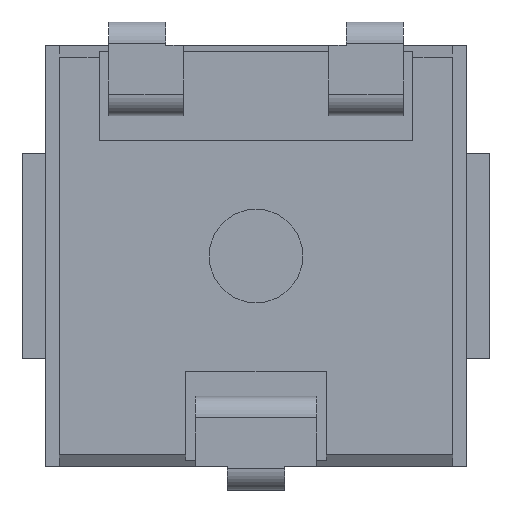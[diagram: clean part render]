
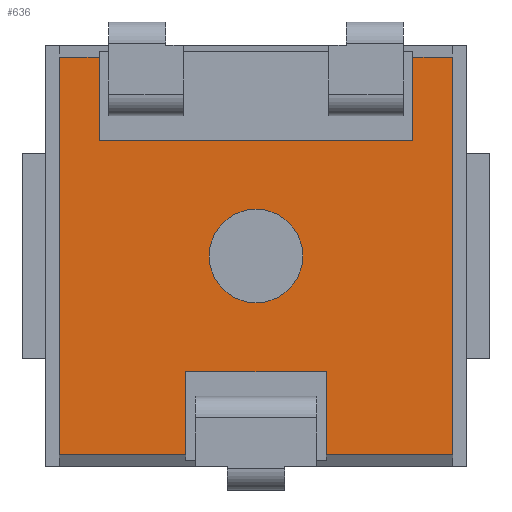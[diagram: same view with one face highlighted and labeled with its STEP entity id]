
A CAD part, front view. The second image highlights one B-rep face of the part: STEP entity #636.
In plain terms, the highlighted planar face has unit normal (0, -1, 0).
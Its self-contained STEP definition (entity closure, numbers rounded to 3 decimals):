
#88 = DIRECTION ( 'NONE',  ( 0., 0., 1. ) ) ;
#113 = CIRCLE ( 'NONE', #2607, 0.5 ) ;
#214 = VERTEX_POINT ( 'NONE', #1323 ) ;
#270 = EDGE_CURVE ( 'NONE', #5045, #2771, #2698, .T. ) ;
#460 = CARTESIAN_POINT ( 'NONE',  ( 2.1, 0.025, 2.124 ) ) ;
#474 = VECTOR ( 'NONE', #3210, 1000. ) ;
#624 = VECTOR ( 'NONE', #1729, 1000. ) ;
#636 = ADVANCED_FACE ( 'NONE', ( #1765, #2217 ), #1853, .T. ) ;
#643 = VECTOR ( 'NONE', #1574, 1000. ) ;
#816 = CARTESIAN_POINT ( 'NONE',  ( 0.75, 0.025, -2.124 ) ) ;
#829 = ORIENTED_EDGE ( 'NONE', *, *, #4989, .F. ) ;
#838 = CARTESIAN_POINT ( 'NONE',  ( 1.675, 0.025, 2.124 ) ) ;
#870 = VERTEX_POINT ( 'NONE', #3242 ) ;
#888 = DIRECTION ( 'NONE',  ( 0., 0., -1. ) ) ;
#953 = DIRECTION ( 'NONE',  ( 0., 0., -1. ) ) ;
#993 = CARTESIAN_POINT ( 'NONE',  ( -0.75, 0.025, -1.234 ) ) ;
#998 = EDGE_LOOP ( 'NONE', ( #4446, #3172, #5119, #2704, #829, #4180, #5390, #5446, #1985, #1540, #2391, #4942 ) ) ;
#1056 = EDGE_CURVE ( 'NONE', #3769, #870, #4607, .T. ) ;
#1057 = LINE ( 'NONE', #3554, #474 ) ;
#1064 = EDGE_CURVE ( 'NONE', #2498, #4478, #1443, .T. ) ;
#1101 = LINE ( 'NONE', #2804, #1444 ) ;
#1323 = CARTESIAN_POINT ( 'NONE',  ( -2.1, 0.025, -2.124 ) ) ;
#1362 = DIRECTION ( 'NONE',  ( 1., 0., 0. ) ) ;
#1376 = DIRECTION ( 'NONE',  ( -1., 0., 0. ) ) ;
#1443 = LINE ( 'NONE', #2264, #5427 ) ;
#1444 = VECTOR ( 'NONE', #4948, 1000. ) ;
#1469 = EDGE_CURVE ( 'NONE', #214, #1856, #1903, .T. ) ;
#1540 = ORIENTED_EDGE ( 'NONE', *, *, #3906, .T. ) ;
#1574 = DIRECTION ( 'NONE',  ( 0., 0., -1. ) ) ;
#1642 = DIRECTION ( 'NONE',  ( -1., 0., 0. ) ) ;
#1729 = DIRECTION ( 'NONE',  ( 1., 0., 0. ) ) ;
#1765 = FACE_OUTER_BOUND ( 'NONE', #998, .T. ) ;
#1789 = VECTOR ( 'NONE', #1642, 1000. ) ;
#1803 = CARTESIAN_POINT ( 'NONE',  ( -1.675, 0.025, 1.234 ) ) ;
#1853 = PLANE ( 'NONE',  #3624 ) ;
#1856 = VERTEX_POINT ( 'NONE', #2037 ) ;
#1903 = LINE ( 'NONE', #4903, #2331 ) ;
#1985 = ORIENTED_EDGE ( 'NONE', *, *, #4934, .T. ) ;
#2023 = VECTOR ( 'NONE', #3985, 1000. ) ;
#2037 = CARTESIAN_POINT ( 'NONE',  ( -2.1, 0.025, 2.124 ) ) ;
#2082 = VECTOR ( 'NONE', #88, 1000. ) ;
#2090 = VECTOR ( 'NONE', #5376, 1000. ) ;
#2217 = FACE_BOUND ( 'NONE', #2385, .T. ) ;
#2259 = VERTEX_POINT ( 'NONE', #838 ) ;
#2264 = CARTESIAN_POINT ( 'NONE',  ( -2.25, 0.025, -2.124 ) ) ;
#2331 = VECTOR ( 'NONE', #4339, 1000. ) ;
#2385 = EDGE_LOOP ( 'NONE', ( #4350, #5552 ) ) ;
#2391 = ORIENTED_EDGE ( 'NONE', *, *, #4697, .F. ) ;
#2498 = VERTEX_POINT ( 'NONE', #816 ) ;
#2573 = CARTESIAN_POINT ( 'NONE',  ( 0.75, 0.025, 0. ) ) ;
#2607 = AXIS2_PLACEMENT_3D ( 'NONE', #5483, #4172, #4570 ) ;
#2670 = LINE ( 'NONE', #4379, #2090 ) ;
#2686 = CARTESIAN_POINT ( 'NONE',  ( -2.25, 0.025, 2.124 ) ) ;
#2698 = LINE ( 'NONE', #1803, #2023 ) ;
#2704 = ORIENTED_EDGE ( 'NONE', *, *, #4191, .T. ) ;
#2758 = VERTEX_POINT ( 'NONE', #3162 ) ;
#2771 = VERTEX_POINT ( 'NONE', #5401 ) ;
#2804 = CARTESIAN_POINT ( 'NONE',  ( 2.1, 0.025, -2.25 ) ) ;
#2854 = EDGE_CURVE ( 'NONE', #870, #3769, #113, .T. ) ;
#2976 = EDGE_CURVE ( 'NONE', #2498, #4161, #3497, .T. ) ;
#2995 = CARTESIAN_POINT ( 'NONE',  ( 0., 0.025, 0. ) ) ;
#3133 = EDGE_CURVE ( 'NONE', #3373, #1856, #1057, .T. ) ;
#3162 = CARTESIAN_POINT ( 'NONE',  ( -0.75, 0.025, -2.124 ) ) ;
#3172 = ORIENTED_EDGE ( 'NONE', *, *, #3133, .T. ) ;
#3210 = DIRECTION ( 'NONE',  ( -1., 0., 0. ) ) ;
#3242 = CARTESIAN_POINT ( 'NONE',  ( 0., 0.025, -0.5 ) ) ;
#3369 = CARTESIAN_POINT ( 'NONE',  ( -1.675, 0.025, 2.124 ) ) ;
#3373 = VERTEX_POINT ( 'NONE', #3369 ) ;
#3385 = VERTEX_POINT ( 'NONE', #460 ) ;
#3465 = CARTESIAN_POINT ( 'NONE',  ( 0.75, 0.025, -1.234 ) ) ;
#3488 = CARTESIAN_POINT ( 'NONE',  ( -2.25, 0.025, -2.124 ) ) ;
#3497 = LINE ( 'NONE', #2573, #2082 ) ;
#3554 = CARTESIAN_POINT ( 'NONE',  ( -2.25, 0.025, 2.124 ) ) ;
#3624 = AXIS2_PLACEMENT_3D ( 'NONE', #2995, #5148, #953 ) ;
#3733 = CARTESIAN_POINT ( 'NONE',  ( -0.75, 0.025, -2.25 ) ) ;
#3769 = VERTEX_POINT ( 'NONE', #4145 ) ;
#3810 = CARTESIAN_POINT ( 'NONE',  ( -1.675, 0.025, 0. ) ) ;
#3885 = CARTESIAN_POINT ( 'NONE',  ( 0., 0.025, 0. ) ) ;
#3906 = EDGE_CURVE ( 'NONE', #3385, #2259, #5285, .T. ) ;
#3935 = LINE ( 'NONE', #3488, #624 ) ;
#3950 = VECTOR ( 'NONE', #888, 1000. ) ;
#3985 = DIRECTION ( 'NONE',  ( 1., 0., 0. ) ) ;
#4043 = EDGE_CURVE ( 'NONE', #4161, #4273, #4678, .T. ) ;
#4145 = CARTESIAN_POINT ( 'NONE',  ( 0., 0.025, 0.5 ) ) ;
#4161 = VERTEX_POINT ( 'NONE', #3465 ) ;
#4172 = DIRECTION ( 'NONE',  ( 0., -1., 0. ) ) ;
#4180 = ORIENTED_EDGE ( 'NONE', *, *, #4043, .F. ) ;
#4191 = EDGE_CURVE ( 'NONE', #214, #2758, #3935, .T. ) ;
#4273 = VERTEX_POINT ( 'NONE', #993 ) ;
#4277 = DIRECTION ( 'NONE',  ( 0., -1., 0. ) ) ;
#4304 = DIRECTION ( 'NONE',  ( 0., 0., -1. ) ) ;
#4339 = DIRECTION ( 'NONE',  ( 0., 0., 1. ) ) ;
#4350 = ORIENTED_EDGE ( 'NONE', *, *, #2854, .F. ) ;
#4379 = CARTESIAN_POINT ( 'NONE',  ( 1.675, 0.025, 2.25 ) ) ;
#4446 = ORIENTED_EDGE ( 'NONE', *, *, #5454, .F. ) ;
#4478 = VERTEX_POINT ( 'NONE', #5442 ) ;
#4506 = VECTOR ( 'NONE', #1376, 1000. ) ;
#4570 = DIRECTION ( 'NONE',  ( 0., 0., -1. ) ) ;
#4607 = CIRCLE ( 'NONE', #4881, 0.5 ) ;
#4650 = CARTESIAN_POINT ( 'NONE',  ( -0.75, 0.025, -1.234 ) ) ;
#4678 = LINE ( 'NONE', #4650, #1789 ) ;
#4697 = EDGE_CURVE ( 'NONE', #2771, #2259, #2670, .T. ) ;
#4737 = LINE ( 'NONE', #3810, #3950 ) ;
#4741 = CARTESIAN_POINT ( 'NONE',  ( -1.675, 0.025, 1.234 ) ) ;
#4881 = AXIS2_PLACEMENT_3D ( 'NONE', #3885, #4277, #4304 ) ;
#4903 = CARTESIAN_POINT ( 'NONE',  ( -2.1, 0.025, -2.25 ) ) ;
#4934 = EDGE_CURVE ( 'NONE', #4478, #3385, #1101, .T. ) ;
#4942 = ORIENTED_EDGE ( 'NONE', *, *, #270, .F. ) ;
#4948 = DIRECTION ( 'NONE',  ( 0., 0., 1. ) ) ;
#4989 = EDGE_CURVE ( 'NONE', #4273, #2758, #5432, .T. ) ;
#5045 = VERTEX_POINT ( 'NONE', #4741 ) ;
#5119 = ORIENTED_EDGE ( 'NONE', *, *, #1469, .F. ) ;
#5148 = DIRECTION ( 'NONE',  ( 0., -1., 0. ) ) ;
#5285 = LINE ( 'NONE', #2686, #4506 ) ;
#5376 = DIRECTION ( 'NONE',  ( 0., 0., 1. ) ) ;
#5390 = ORIENTED_EDGE ( 'NONE', *, *, #2976, .F. ) ;
#5401 = CARTESIAN_POINT ( 'NONE',  ( 1.675, 0.025, 1.234 ) ) ;
#5427 = VECTOR ( 'NONE', #1362, 1000. ) ;
#5432 = LINE ( 'NONE', #3733, #643 ) ;
#5442 = CARTESIAN_POINT ( 'NONE',  ( 2.1, 0.025, -2.124 ) ) ;
#5446 = ORIENTED_EDGE ( 'NONE', *, *, #1064, .T. ) ;
#5454 = EDGE_CURVE ( 'NONE', #3373, #5045, #4737, .T. ) ;
#5483 = CARTESIAN_POINT ( 'NONE',  ( 0., 0.025, 0. ) ) ;
#5552 = ORIENTED_EDGE ( 'NONE', *, *, #1056, .F. ) ;
